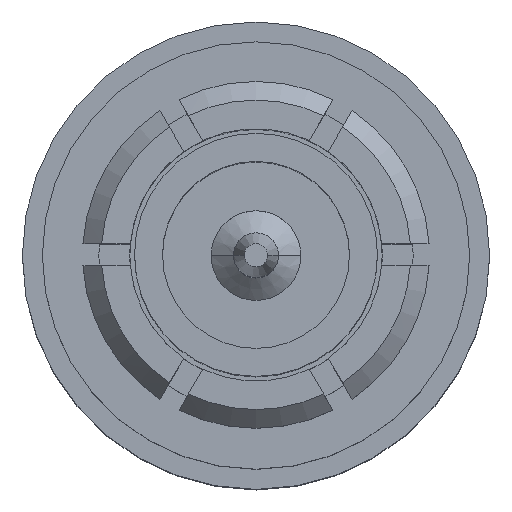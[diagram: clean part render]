
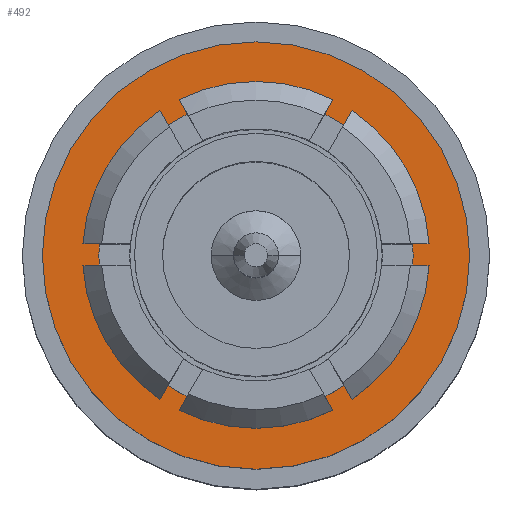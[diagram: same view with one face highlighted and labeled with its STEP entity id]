
A CAD part, top view. The second image highlights one B-rep face of the part: STEP entity #492.
In plain terms, the highlighted planar face has unit normal (0, 0, 1).
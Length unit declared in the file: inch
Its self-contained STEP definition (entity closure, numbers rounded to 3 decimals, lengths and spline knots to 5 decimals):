
#492 = ADVANCED_FACE ( 'NONE', ( #4513, #6996 ), #16597, .T. ) ;
#727 = DIRECTION ( 'NONE',  ( 1., 0., 0. ) ) ;
#1097 = CARTESIAN_POINT ( 'NONE',  ( 0.09, 0., 0.11811 ) ) ;
#1110 = DIRECTION ( 'NONE',  ( 0., 0., 1. ) ) ;
#1332 = AXIS2_PLACEMENT_3D ( 'NONE', #17243, #1110, #15900 ) ;
#1392 = CARTESIAN_POINT ( 'NONE',  ( -0.09, 0., 0.11811 ) ) ;
#2137 = DIRECTION ( 'NONE',  ( 1., 0., 0. ) ) ;
#3032 = CIRCLE ( 'NONE', #13834, 0.06614 ) ;
#3312 = ORIENTED_EDGE ( 'NONE', *, *, #5505, .T. ) ;
#3403 = CARTESIAN_POINT ( 'NONE',  ( -0.06614, 0., 0.11811 ) ) ;
#3763 = CARTESIAN_POINT ( 'NONE',  ( 0., 0., 0.11811 ) ) ;
#4470 = AXIS2_PLACEMENT_3D ( 'NONE', #8340, #5669, #16521 ) ;
#4513 = FACE_BOUND ( 'NONE', #9262, .T. ) ;
#4605 = DIRECTION ( 'NONE',  ( 0., 0., 1. ) ) ;
#4668 = VERTEX_POINT ( 'NONE', #1392 ) ;
#5110 = AXIS2_PLACEMENT_3D ( 'NONE', #5139, #6096, #727 ) ;
#5139 = CARTESIAN_POINT ( 'NONE',  ( 0., 0., 0.11811 ) ) ;
#5462 = EDGE_CURVE ( 'NONE', #12987, #15157, #3032, .T. ) ;
#5505 = EDGE_CURVE ( 'NONE', #7013, #4668, #9306, .T. ) ;
#5669 = DIRECTION ( 'NONE',  ( 0., 0., 1. ) ) ;
#5757 = EDGE_CURVE ( 'NONE', #15157, #12987, #17552, .T. ) ;
#6096 = DIRECTION ( 'NONE',  ( 0., 0., 1. ) ) ;
#6619 = CARTESIAN_POINT ( 'NONE',  ( 0.06614, 0., 0.11811 ) ) ;
#6996 = FACE_OUTER_BOUND ( 'NONE', #14524, .T. ) ;
#7013 = VERTEX_POINT ( 'NONE', #1097 ) ;
#8340 = CARTESIAN_POINT ( 'NONE',  ( 0., 0., 0.11811 ) ) ;
#8578 = ORIENTED_EDGE ( 'NONE', *, *, #10226, .T. ) ;
#9262 = EDGE_LOOP ( 'NONE', ( #13569, #16845 ) ) ;
#9306 = CIRCLE ( 'NONE', #4470, 0.09 ) ;
#9840 = CARTESIAN_POINT ( 'NONE',  ( 0., 0., 0.11811 ) ) ;
#10226 = EDGE_CURVE ( 'NONE', #4668, #7013, #12753, .T. ) ;
#12753 = CIRCLE ( 'NONE', #5110, 0.09 ) ;
#12987 = VERTEX_POINT ( 'NONE', #3403 ) ;
#13569 = ORIENTED_EDGE ( 'NONE', *, *, #5462, .F. ) ;
#13834 = AXIS2_PLACEMENT_3D ( 'NONE', #3763, #16033, #2137 ) ;
#13939 = DIRECTION ( 'NONE',  ( 1., 0., 0. ) ) ;
#14524 = EDGE_LOOP ( 'NONE', ( #3312, #8578 ) ) ;
#15157 = VERTEX_POINT ( 'NONE', #6619 ) ;
#15900 = DIRECTION ( 'NONE',  ( 1., 0., 0. ) ) ;
#16033 = DIRECTION ( 'NONE',  ( 0., 0., 1. ) ) ;
#16521 = DIRECTION ( 'NONE',  ( 1., 0., 0. ) ) ;
#16597 = PLANE ( 'NONE',  #16928 ) ;
#16845 = ORIENTED_EDGE ( 'NONE', *, *, #5757, .F. ) ;
#16928 = AXIS2_PLACEMENT_3D ( 'NONE', #9840, #4605, #13939 ) ;
#17243 = CARTESIAN_POINT ( 'NONE',  ( 0., 0., 0.11811 ) ) ;
#17552 = CIRCLE ( 'NONE', #1332, 0.06614 ) ;
